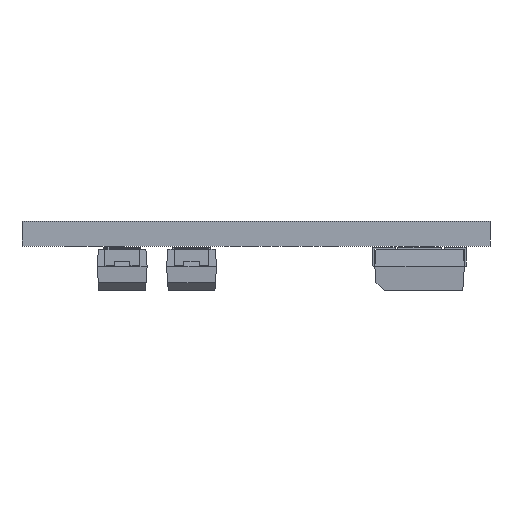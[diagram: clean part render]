
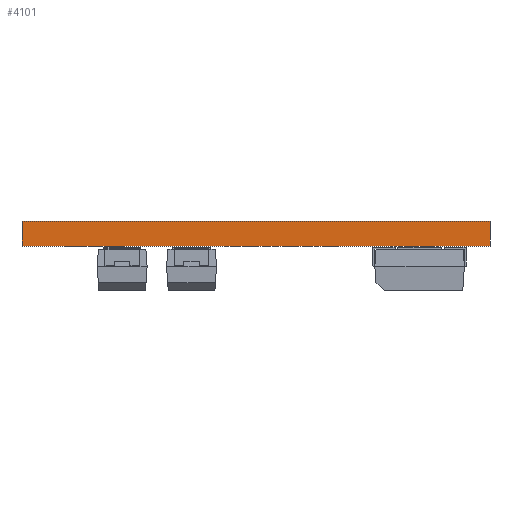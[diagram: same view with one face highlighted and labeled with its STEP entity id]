
A CAD part, front view. The second image highlights one B-rep face of the part: STEP entity #4101.
In plain terms, the highlighted planar face has unit normal (0, -1, 0).
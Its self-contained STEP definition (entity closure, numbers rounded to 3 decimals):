
#3920 = PLANE('',#3921);
#3921 = AXIS2_PLACEMENT_3D('',#3922,#3923,#3924);
#3922 = CARTESIAN_POINT('',(133.515,-84.938,0.));
#3923 = DIRECTION('',(1.,0.,-0.));
#3924 = DIRECTION('',(0.,-1.,0.));
#3945 = VERTEX_POINT('',#3946);
#3946 = CARTESIAN_POINT('',(133.515,-125.07,1.6));
#3960 = PLANE('',#3961);
#3961 = AXIS2_PLACEMENT_3D('',#3962,#3963,#3964);
#3962 = CARTESIAN_POINT('',(148.501,-105.004,1.6));
#3963 = DIRECTION('',(0.,0.,1.));
#3964 = DIRECTION('',(1.,0.,-0.));
#3972 = EDGE_CURVE('',#3973,#3945,#3975,.T.);
#3973 = VERTEX_POINT('',#3974);
#3974 = CARTESIAN_POINT('',(133.515,-125.07,0.));
#3975 = SURFACE_CURVE('',#3976,(#3980,#3987),.PCURVE_S1.);
#3976 = LINE('',#3977,#3978);
#3977 = CARTESIAN_POINT('',(133.515,-125.07,0.));
#3978 = VECTOR('',#3979,1.);
#3979 = DIRECTION('',(0.,0.,1.));
#3980 = PCURVE('',#3920,#3981);
#3981 = DEFINITIONAL_REPRESENTATION('',(#3982),#3986);
#3982 = LINE('',#3983,#3984);
#3983 = CARTESIAN_POINT('',(40.132,0.));
#3984 = VECTOR('',#3985,1.);
#3985 = DIRECTION('',(0.,-1.));
#3986 = ( GEOMETRIC_REPRESENTATION_CONTEXT(2) 
PARAMETRIC_REPRESENTATION_CONTEXT() REPRESENTATION_CONTEXT('2D SPACE',''
  ) );
#3987 = PCURVE('',#3988,#3993);
#3988 = PLANE('',#3989);
#3989 = AXIS2_PLACEMENT_3D('',#3990,#3991,#3992);
#3990 = CARTESIAN_POINT('',(133.515,-125.07,0.));
#3991 = DIRECTION('',(0.,1.,0.));
#3992 = DIRECTION('',(1.,0.,0.));
#3993 = DEFINITIONAL_REPRESENTATION('',(#3994),#3998);
#3994 = LINE('',#3995,#3996);
#3995 = CARTESIAN_POINT('',(0.,0.));
#3996 = VECTOR('',#3997,1.);
#3997 = DIRECTION('',(0.,-1.));
#3998 = ( GEOMETRIC_REPRESENTATION_CONTEXT(2) 
PARAMETRIC_REPRESENTATION_CONTEXT() REPRESENTATION_CONTEXT('2D SPACE',''
  ) );
#4014 = PLANE('',#4015);
#4015 = AXIS2_PLACEMENT_3D('',#4016,#4017,#4018);
#4016 = CARTESIAN_POINT('',(148.501,-105.004,0.));
#4017 = DIRECTION('',(0.,0.,1.));
#4018 = DIRECTION('',(1.,0.,-0.));
#4047 = PLANE('',#4048);
#4048 = AXIS2_PLACEMENT_3D('',#4049,#4050,#4051);
#4049 = CARTESIAN_POINT('',(163.487,-125.07,0.));
#4050 = DIRECTION('',(-1.,0.,0.));
#4051 = DIRECTION('',(0.,1.,0.));
#4101 = ADVANCED_FACE('',(#4102),#3988,.F.);
#4102 = FACE_BOUND('',#4103,.F.);
#4103 = EDGE_LOOP('',(#4104,#4105,#4128,#4151));
#4104 = ORIENTED_EDGE('',*,*,#3972,.T.);
#4105 = ORIENTED_EDGE('',*,*,#4106,.T.);
#4106 = EDGE_CURVE('',#3945,#4107,#4109,.T.);
#4107 = VERTEX_POINT('',#4108);
#4108 = CARTESIAN_POINT('',(163.487,-125.07,1.6));
#4109 = SURFACE_CURVE('',#4110,(#4114,#4121),.PCURVE_S1.);
#4110 = LINE('',#4111,#4112);
#4111 = CARTESIAN_POINT('',(133.515,-125.07,1.6));
#4112 = VECTOR('',#4113,1.);
#4113 = DIRECTION('',(1.,0.,0.));
#4114 = PCURVE('',#3988,#4115);
#4115 = DEFINITIONAL_REPRESENTATION('',(#4116),#4120);
#4116 = LINE('',#4117,#4118);
#4117 = CARTESIAN_POINT('',(0.,-1.6));
#4118 = VECTOR('',#4119,1.);
#4119 = DIRECTION('',(1.,0.));
#4120 = ( GEOMETRIC_REPRESENTATION_CONTEXT(2) 
PARAMETRIC_REPRESENTATION_CONTEXT() REPRESENTATION_CONTEXT('2D SPACE',''
  ) );
#4121 = PCURVE('',#3960,#4122);
#4122 = DEFINITIONAL_REPRESENTATION('',(#4123),#4127);
#4123 = LINE('',#4124,#4125);
#4124 = CARTESIAN_POINT('',(-14.986,-20.066));
#4125 = VECTOR('',#4126,1.);
#4126 = DIRECTION('',(1.,0.));
#4127 = ( GEOMETRIC_REPRESENTATION_CONTEXT(2) 
PARAMETRIC_REPRESENTATION_CONTEXT() REPRESENTATION_CONTEXT('2D SPACE',''
  ) );
#4128 = ORIENTED_EDGE('',*,*,#4129,.F.);
#4129 = EDGE_CURVE('',#4130,#4107,#4132,.T.);
#4130 = VERTEX_POINT('',#4131);
#4131 = CARTESIAN_POINT('',(163.487,-125.07,0.));
#4132 = SURFACE_CURVE('',#4133,(#4137,#4144),.PCURVE_S1.);
#4133 = LINE('',#4134,#4135);
#4134 = CARTESIAN_POINT('',(163.487,-125.07,0.));
#4135 = VECTOR('',#4136,1.);
#4136 = DIRECTION('',(0.,0.,1.));
#4137 = PCURVE('',#3988,#4138);
#4138 = DEFINITIONAL_REPRESENTATION('',(#4139),#4143);
#4139 = LINE('',#4140,#4141);
#4140 = CARTESIAN_POINT('',(29.972,0.));
#4141 = VECTOR('',#4142,1.);
#4142 = DIRECTION('',(0.,-1.));
#4143 = ( GEOMETRIC_REPRESENTATION_CONTEXT(2) 
PARAMETRIC_REPRESENTATION_CONTEXT() REPRESENTATION_CONTEXT('2D SPACE',''
  ) );
#4144 = PCURVE('',#4047,#4145);
#4145 = DEFINITIONAL_REPRESENTATION('',(#4146),#4150);
#4146 = LINE('',#4147,#4148);
#4147 = CARTESIAN_POINT('',(0.,0.));
#4148 = VECTOR('',#4149,1.);
#4149 = DIRECTION('',(0.,-1.));
#4150 = ( GEOMETRIC_REPRESENTATION_CONTEXT(2) 
PARAMETRIC_REPRESENTATION_CONTEXT() REPRESENTATION_CONTEXT('2D SPACE',''
  ) );
#4151 = ORIENTED_EDGE('',*,*,#4152,.F.);
#4152 = EDGE_CURVE('',#3973,#4130,#4153,.T.);
#4153 = SURFACE_CURVE('',#4154,(#4158,#4165),.PCURVE_S1.);
#4154 = LINE('',#4155,#4156);
#4155 = CARTESIAN_POINT('',(133.515,-125.07,0.));
#4156 = VECTOR('',#4157,1.);
#4157 = DIRECTION('',(1.,0.,0.));
#4158 = PCURVE('',#3988,#4159);
#4159 = DEFINITIONAL_REPRESENTATION('',(#4160),#4164);
#4160 = LINE('',#4161,#4162);
#4161 = CARTESIAN_POINT('',(0.,0.));
#4162 = VECTOR('',#4163,1.);
#4163 = DIRECTION('',(1.,0.));
#4164 = ( GEOMETRIC_REPRESENTATION_CONTEXT(2) 
PARAMETRIC_REPRESENTATION_CONTEXT() REPRESENTATION_CONTEXT('2D SPACE',''
  ) );
#4165 = PCURVE('',#4014,#4166);
#4166 = DEFINITIONAL_REPRESENTATION('',(#4167),#4171);
#4167 = LINE('',#4168,#4169);
#4168 = CARTESIAN_POINT('',(-14.986,-20.066));
#4169 = VECTOR('',#4170,1.);
#4170 = DIRECTION('',(1.,0.));
#4171 = ( GEOMETRIC_REPRESENTATION_CONTEXT(2) 
PARAMETRIC_REPRESENTATION_CONTEXT() REPRESENTATION_CONTEXT('2D SPACE',''
  ) );
